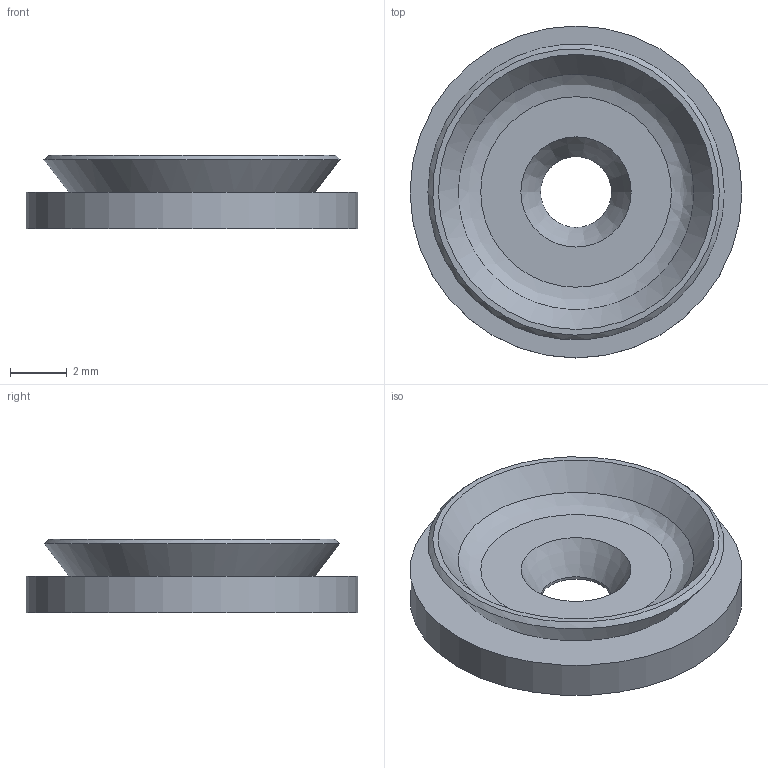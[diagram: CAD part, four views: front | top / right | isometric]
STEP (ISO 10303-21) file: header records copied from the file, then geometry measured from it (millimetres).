
FILE_DESCRIPTION(('FreeCAD Model'),'2;1');
FILE_NAME('Open CASCADE Shape Model','2025-01-06T21:35:07',(''),(''), 'Open CASCADE STEP processor 7.6','FreeCAD','Unknown');
FILE_SCHEMA(('AUTOMOTIVE_DESIGN { 1 0 10303 214 1 1 1 1 }'));
Length unit declared in the file: millimetre
Products named in the file (1): xring
Bounding box: 11.7 x 11.7 x 2.6 mm (x, y, z)
Volume: 148.3 mm3; surface area: 347.7 mm2
Topology: 1 solids, 1 shells, 11 faces, 18 edges, 11 vertices
Faces by surface type: plane 4, bspline 4, cylinder 2, cone 1
Full cylindrical faces by diameter (mm): 2.5 x1, 11.7 x1
Entity records: 461 total; most frequent: CARTESIAN_POINT 253, ORIENTED_EDGE 36, DIRECTION 33, EDGE_CURVE 18, AXIS2_PLACEMENT_3D 15, FACE_BOUND 15, EDGE_LOOP 15, ADVANCED_FACE 11
